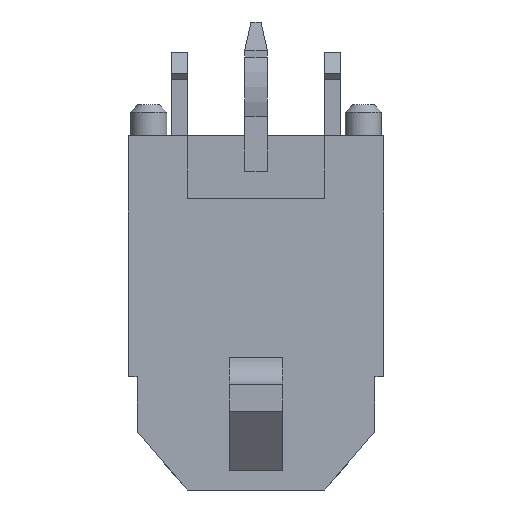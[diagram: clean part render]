
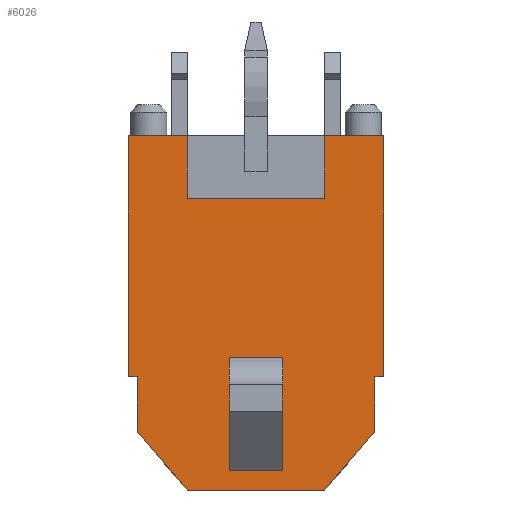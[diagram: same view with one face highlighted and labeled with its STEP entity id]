
A CAD part, front view. The second image highlights one B-rep face of the part: STEP entity #6026.
In plain terms, the highlighted face is planar.
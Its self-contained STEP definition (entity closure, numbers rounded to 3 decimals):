
#203 = LINE ( 'NONE', #4413, #4440 ) ;
#223 = VERTEX_POINT ( 'NONE', #3828 ) ;
#266 = CARTESIAN_POINT ( 'NONE',  ( -0.75, 9.37, -4.9 ) ) ;
#307 = VECTOR ( 'NONE', #5985, 1000. ) ;
#343 = ORIENTED_EDGE ( 'NONE', *, *, #2794, .T. ) ;
#399 = ORIENTED_EDGE ( 'NONE', *, *, #2475, .F. ) ;
#402 = ORIENTED_EDGE ( 'NONE', *, *, #1216, .F. ) ;
#411 = LINE ( 'NONE', #6197, #5497 ) ;
#526 = ORIENTED_EDGE ( 'NONE', *, *, #4455, .F. ) ;
#654 = CARTESIAN_POINT ( 'NONE',  ( -3.325, 6.74, -4.9 ) ) ;
#717 = EDGE_CURVE ( 'NONE', #5090, #5915, #411, .T. ) ;
#735 = CARTESIAN_POINT ( 'NONE',  ( -3.325, 0., -4.9 ) ) ;
#760 = EDGE_CURVE ( 'NONE', #6412, #3970, #3811, .T. ) ;
#937 = CARTESIAN_POINT ( 'NONE',  ( -3.325, 8.27, -4.9 ) ) ;
#961 = ORIENTED_EDGE ( 'NONE', *, *, #760, .F. ) ;
#968 = DIRECTION ( 'NONE',  ( 0., 1., 0. ) ) ;
#1073 = CARTESIAN_POINT ( 'NONE',  ( 1.925, 0., -4.9 ) ) ;
#1090 = VERTEX_POINT ( 'NONE', #1939 ) ;
#1129 = CARTESIAN_POINT ( 'NONE',  ( 3.325, 8.27, -4.9 ) ) ;
#1188 = CARTESIAN_POINT ( 'NONE',  ( -1.925, 9.91, -4.9 ) ) ;
#1216 = EDGE_CURVE ( 'NONE', #6472, #6370, #5318, .T. ) ;
#1285 = DIRECTION ( 'NONE',  ( -1., 0., 0. ) ) ;
#1295 = ORIENTED_EDGE ( 'NONE', *, *, #4701, .T. ) ;
#1315 = DIRECTION ( 'NONE',  ( 1., 0., 0. ) ) ;
#1392 = VERTEX_POINT ( 'NONE', #6288 ) ;
#1446 = CARTESIAN_POINT ( 'NONE',  ( -3.325, 6.74, -4.9 ) ) ;
#1560 = CARTESIAN_POINT ( 'NONE',  ( -3.575, 6.74, -4.9 ) ) ;
#1583 = CARTESIAN_POINT ( 'NONE',  ( 0.75, 9.37, -4.9 ) ) ;
#1592 = LINE ( 'NONE', #1560, #3570 ) ;
#1605 = VECTOR ( 'NONE', #4932, 1000. ) ;
#1634 = VERTEX_POINT ( 'NONE', #4119 ) ;
#1713 = VERTEX_POINT ( 'NONE', #937 ) ;
#1784 = AXIS2_PLACEMENT_3D ( 'NONE', #735, #2234, #1315 ) ;
#1809 = CARTESIAN_POINT ( 'NONE',  ( 1.925, 9.91, -4.9 ) ) ;
#1830 = CARTESIAN_POINT ( 'NONE',  ( -0.75, 9.37, -4.9 ) ) ;
#1895 = CARTESIAN_POINT ( 'NONE',  ( -1.925, 9.91, -4.9 ) ) ;
#1939 = CARTESIAN_POINT ( 'NONE',  ( -1.925, 1.75, -4.9 ) ) ;
#2069 = ORIENTED_EDGE ( 'NONE', *, *, #2836, .T. ) ;
#2095 = CARTESIAN_POINT ( 'NONE',  ( -1.925, 0., -4.9 ) ) ;
#2135 = EDGE_CURVE ( 'NONE', #4647, #6472, #2958, .T. ) ;
#2211 = CARTESIAN_POINT ( 'NONE',  ( 3.575, 0., -4.9 ) ) ;
#2234 = DIRECTION ( 'NONE',  ( 0., 0., -1. ) ) ;
#2286 = CARTESIAN_POINT ( 'NONE',  ( 3.575, 0., -4.9 ) ) ;
#2311 = LINE ( 'NONE', #1188, #3350 ) ;
#2330 = FACE_BOUND ( 'NONE', #5131, .T. ) ;
#2363 = VECTOR ( 'NONE', #4221, 1000. ) ;
#2467 = VERTEX_POINT ( 'NONE', #2286 ) ;
#2475 = EDGE_CURVE ( 'NONE', #2467, #4722, #5311, .T. ) ;
#2547 = EDGE_CURVE ( 'NONE', #1090, #223, #4150, .T. ) ;
#2606 = DIRECTION ( 'NONE',  ( 0., -1., 0. ) ) ;
#2636 = DIRECTION ( 'NONE',  ( 0., 1., 0. ) ) ;
#2725 = DIRECTION ( 'NONE',  ( -1., 0., 0. ) ) ;
#2774 = ORIENTED_EDGE ( 'NONE', *, *, #717, .T. ) ;
#2794 = EDGE_CURVE ( 'NONE', #2467, #5832, #203, .T. ) ;
#2800 = VECTOR ( 'NONE', #3559, 1000. ) ;
#2836 = EDGE_CURVE ( 'NONE', #6655, #6370, #2311, .T. ) ;
#2956 = DIRECTION ( 'NONE',  ( -1., 0., 0. ) ) ;
#2958 = LINE ( 'NONE', #5034, #2363 ) ;
#3103 = ORIENTED_EDGE ( 'NONE', *, *, #4213, .F. ) ;
#3137 = CARTESIAN_POINT ( 'NONE',  ( -1.925, 0., -4.9 ) ) ;
#3261 = LINE ( 'NONE', #3898, #307 ) ;
#3350 = VECTOR ( 'NONE', #3859, 1000. ) ;
#3414 = EDGE_CURVE ( 'NONE', #1392, #1634, #6616, .T. ) ;
#3559 = DIRECTION ( 'NONE',  ( -0.649, -0.761, 0. ) ) ;
#3570 = VECTOR ( 'NONE', #3624, 1000. ) ;
#3624 = DIRECTION ( 'NONE',  ( 0., -1., 0. ) ) ;
#3664 = VECTOR ( 'NONE', #4448, 1000. ) ;
#3702 = DIRECTION ( 'NONE',  ( -0.649, 0.761, 0. ) ) ;
#3801 = LINE ( 'NONE', #266, #5093 ) ;
#3811 = LINE ( 'NONE', #654, #6256 ) ;
#3828 = CARTESIAN_POINT ( 'NONE',  ( 1.925, 1.75, -4.9 ) ) ;
#3843 = CARTESIAN_POINT ( 'NONE',  ( -3.325, 6.74, -4.9 ) ) ;
#3859 = DIRECTION ( 'NONE',  ( 1., 0., 0. ) ) ;
#3861 = DIRECTION ( 'NONE',  ( 0., -1., 0. ) ) ;
#3892 = VECTOR ( 'NONE', #2636, 1000. ) ;
#3898 = CARTESIAN_POINT ( 'NONE',  ( -0.75, 9.37, -4.9 ) ) ;
#3914 = EDGE_CURVE ( 'NONE', #4647, #4722, #6466, .T. ) ;
#3958 = CARTESIAN_POINT ( 'NONE',  ( 3.325, 6.74, -4.9 ) ) ;
#3970 = VERTEX_POINT ( 'NONE', #4323 ) ;
#4094 = CARTESIAN_POINT ( 'NONE',  ( 1.925, 0., -4.9 ) ) ;
#4104 = VECTOR ( 'NONE', #5701, 1000. ) ;
#4119 = CARTESIAN_POINT ( 'NONE',  ( 0.75, 6.21, -4.9 ) ) ;
#4150 = LINE ( 'NONE', #4510, #3664 ) ;
#4213 = EDGE_CURVE ( 'NONE', #6655, #1713, #4589, .T. ) ;
#4221 = DIRECTION ( 'NONE',  ( 0., 1., 0. ) ) ;
#4228 = CARTESIAN_POINT ( 'NONE',  ( 0.75, 9.37, -4.9 ) ) ;
#4323 = CARTESIAN_POINT ( 'NONE',  ( -3.575, 6.74, -4.9 ) ) ;
#4358 = ORIENTED_EDGE ( 'NONE', *, *, #5465, .F. ) ;
#4413 = CARTESIAN_POINT ( 'NONE',  ( 3.575, 0., -4.9 ) ) ;
#4417 = EDGE_CURVE ( 'NONE', #5606, #1392, #3801, .T. ) ;
#4440 = VECTOR ( 'NONE', #1285, 1000. ) ;
#4448 = DIRECTION ( 'NONE',  ( 1., 0., 0. ) ) ;
#4455 = EDGE_CURVE ( 'NONE', #5606, #5189, #3261, .T. ) ;
#4510 = CARTESIAN_POINT ( 'NONE',  ( -1.925, 1.75, -4.9 ) ) ;
#4511 = ORIENTED_EDGE ( 'NONE', *, *, #6170, .T. ) ;
#4542 = DIRECTION ( 'NONE',  ( 1., 0., 0. ) ) ;
#4589 = LINE ( 'NONE', #1895, #2800 ) ;
#4605 = ORIENTED_EDGE ( 'NONE', *, *, #4699, .F. ) ;
#4629 = CARTESIAN_POINT ( 'NONE',  ( -1.925, 9.91, -4.9 ) ) ;
#4647 = VERTEX_POINT ( 'NONE', #3958 ) ;
#4657 = EDGE_CURVE ( 'NONE', #5189, #1634, #5572, .T. ) ;
#4699 = EDGE_CURVE ( 'NONE', #5090, #1090, #4741, .T. ) ;
#4701 = EDGE_CURVE ( 'NONE', #5832, #223, #5739, .T. ) ;
#4722 = VERTEX_POINT ( 'NONE', #6280 ) ;
#4741 = LINE ( 'NONE', #2095, #3892 ) ;
#4867 = VECTOR ( 'NONE', #5919, 1000. ) ;
#4932 = DIRECTION ( 'NONE',  ( 1., 0., 0. ) ) ;
#5017 = LINE ( 'NONE', #1446, #5700 ) ;
#5034 = CARTESIAN_POINT ( 'NONE',  ( 3.325, 6.74, -4.9 ) ) ;
#5090 = VERTEX_POINT ( 'NONE', #3137 ) ;
#5093 = VECTOR ( 'NONE', #3861, 1000. ) ;
#5131 = EDGE_LOOP ( 'NONE', ( #6153, #6543, #526, #5404 ) ) ;
#5180 = ORIENTED_EDGE ( 'NONE', *, *, #2547, .F. ) ;
#5189 = VERTEX_POINT ( 'NONE', #4228 ) ;
#5294 = EDGE_LOOP ( 'NONE', ( #2774, #4358, #961, #4511, #3103, #2069, #402, #5508, #5845, #399, #343, #1295, #5180, #4605 ) ) ;
#5311 = LINE ( 'NONE', #2211, #4867 ) ;
#5318 = LINE ( 'NONE', #5754, #6689 ) ;
#5404 = ORIENTED_EDGE ( 'NONE', *, *, #4417, .T. ) ;
#5464 = PLANE ( 'NONE',  #1784 ) ;
#5465 = EDGE_CURVE ( 'NONE', #3970, #5915, #1592, .T. ) ;
#5497 = VECTOR ( 'NONE', #2956, 1000. ) ;
#5508 = ORIENTED_EDGE ( 'NONE', *, *, #2135, .F. ) ;
#5572 = LINE ( 'NONE', #1583, #6713 ) ;
#5606 = VERTEX_POINT ( 'NONE', #1830 ) ;
#5637 = CARTESIAN_POINT ( 'NONE',  ( -0.75, 6.21, -4.9 ) ) ;
#5700 = VECTOR ( 'NONE', #968, 1000. ) ;
#5701 = DIRECTION ( 'NONE',  ( 0., 1., 0. ) ) ;
#5739 = LINE ( 'NONE', #4094, #4104 ) ;
#5754 = CARTESIAN_POINT ( 'NONE',  ( 3.325, 8.27, -4.9 ) ) ;
#5832 = VERTEX_POINT ( 'NONE', #1073 ) ;
#5843 = FACE_OUTER_BOUND ( 'NONE', #5294, .T. ) ;
#5845 = ORIENTED_EDGE ( 'NONE', *, *, #3914, .T. ) ;
#5915 = VERTEX_POINT ( 'NONE', #6725 ) ;
#5919 = DIRECTION ( 'NONE',  ( 0., 1., 0. ) ) ;
#5985 = DIRECTION ( 'NONE',  ( 1., 0., 0. ) ) ;
#6022 = CARTESIAN_POINT ( 'NONE',  ( 3.325, 6.74, -4.9 ) ) ;
#6026 = ADVANCED_FACE ( 'NONE', ( #2330, #5843 ), #5464, .T. ) ;
#6153 = ORIENTED_EDGE ( 'NONE', *, *, #3414, .T. ) ;
#6170 = EDGE_CURVE ( 'NONE', #6412, #1713, #5017, .T. ) ;
#6197 = CARTESIAN_POINT ( 'NONE',  ( -1.925, 0., -4.9 ) ) ;
#6256 = VECTOR ( 'NONE', #2725, 1000. ) ;
#6280 = CARTESIAN_POINT ( 'NONE',  ( 3.575, 6.74, -4.9 ) ) ;
#6288 = CARTESIAN_POINT ( 'NONE',  ( -0.75, 6.21, -4.9 ) ) ;
#6370 = VERTEX_POINT ( 'NONE', #1809 ) ;
#6412 = VERTEX_POINT ( 'NONE', #3843 ) ;
#6466 = LINE ( 'NONE', #6022, #1605 ) ;
#6472 = VERTEX_POINT ( 'NONE', #1129 ) ;
#6543 = ORIENTED_EDGE ( 'NONE', *, *, #4657, .F. ) ;
#6591 = VECTOR ( 'NONE', #4542, 1000. ) ;
#6616 = LINE ( 'NONE', #5637, #6591 ) ;
#6655 = VERTEX_POINT ( 'NONE', #4629 ) ;
#6689 = VECTOR ( 'NONE', #3702, 1000. ) ;
#6713 = VECTOR ( 'NONE', #2606, 1000. ) ;
#6725 = CARTESIAN_POINT ( 'NONE',  ( -3.575, 0., -4.9 ) ) ;
